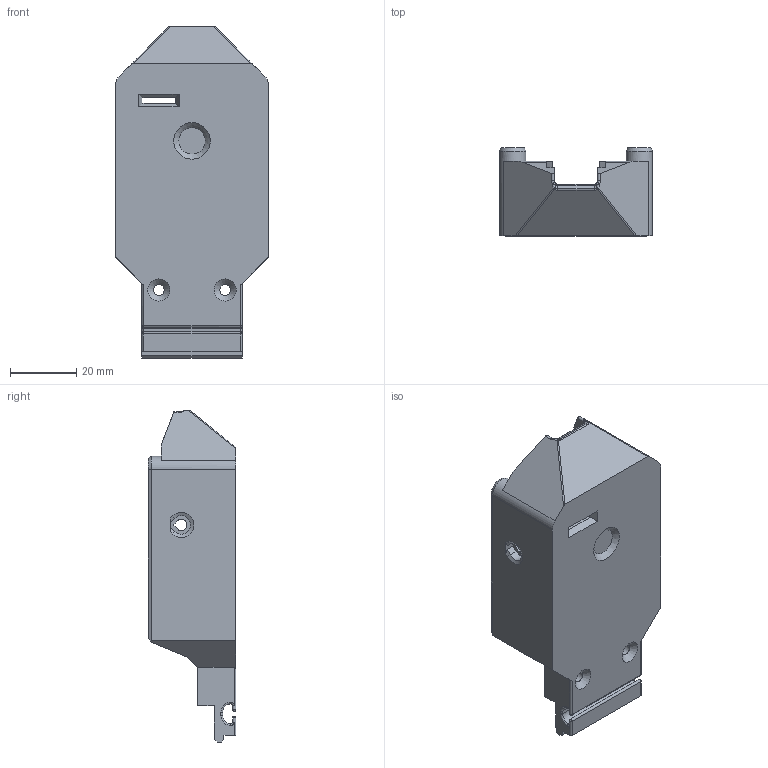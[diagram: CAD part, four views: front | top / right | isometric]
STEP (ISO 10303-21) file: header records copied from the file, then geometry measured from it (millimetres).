
FILE_DESCRIPTION(/* description */ (''),/* implementation_level */ '2;1');
FILE_NAME(/* name */ 'BASEPART_FRONT_V01.step',/* time_stamp */ '2023-01-16T22:40:25+01:00',/* author */ (''),/* organization */ (''),/* preprocessor_version */ 'ST-DEVELOPER v19.2',/* originating_system */ 'Autodesk Translation Framework v11.17.0.187',/* authorisation */ '');
FILE_SCHEMA (('AUTOMOTIVE_DESIGN { 1 0 10303 214 3 1 1 }'));
Length unit declared in the file: millimetre
Products named in the file (1): BASEPART_FRONT_V01_PR
Bounding box: 46.2 x 26.5 x 100.18 mm (x, y, z)
Volume: 53297 mm3; surface area: 17459 mm2
Topology: 1 solids, 1 shells, 239 faces, 596 edges, 360 vertices
Faces by surface type: plane 100, cylinder 74, bspline 40, cone 9, sphere 8, torus 8
Full cylindrical faces by diameter (mm): 3.3 x2, 4 x4
Entity records: 10665 total; most frequent: CARTESIAN_POINT 5117, ORIENTED_EDGE 1188, DIRECTION 1094, EDGE_CURVE 594, AXIS2_PLACEMENT_3D 376, VERTEX_POINT 360, LINE 342, VECTOR 342
